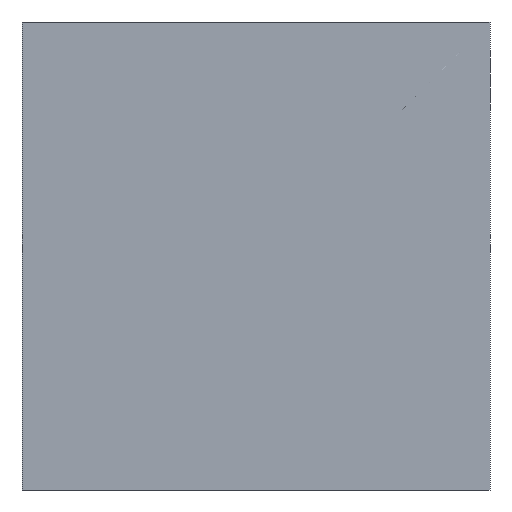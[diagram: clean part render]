
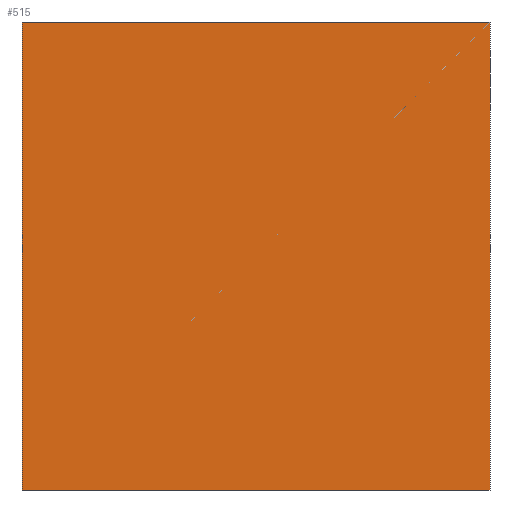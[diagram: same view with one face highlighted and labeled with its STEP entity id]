
A CAD part, front view. The second image highlights one B-rep face of the part: STEP entity #515.
In plain terms, the highlighted planar face has unit normal (0, -1, 0).
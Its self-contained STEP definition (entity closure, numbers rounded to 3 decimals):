
#6 = DIRECTION ( 'NONE',  ( 1., 0., 0. ) ) ;
#53 = VERTEX_POINT ( 'NONE', #631 ) ;
#66 = CARTESIAN_POINT ( 'NONE',  ( -40., 0., 0. ) ) ;
#82 = LINE ( 'NONE', #520, #634 ) ;
#131 = EDGE_CURVE ( 'NONE', #732, #811, #286, .T. ) ;
#132 = CARTESIAN_POINT ( 'NONE',  ( 0., 0., 0. ) ) ;
#169 = PLANE ( 'NONE',  #500 ) ;
#227 = DIRECTION ( 'NONE',  ( 0., 1., 0. ) ) ;
#232 = DIRECTION ( 'NONE',  ( 0., 0., 1. ) ) ;
#282 = CARTESIAN_POINT ( 'NONE',  ( -40., 0., 40. ) ) ;
#286 = LINE ( 'NONE', #66, #495 ) ;
#315 = VERTEX_POINT ( 'NONE', #282 ) ;
#337 = ORIENTED_EDGE ( 'NONE', *, *, #703, .F. ) ;
#355 = LINE ( 'NONE', #797, #477 ) ;
#366 = DIRECTION ( 'NONE',  ( 1., 0., 0. ) ) ;
#431 = ORIENTED_EDGE ( 'NONE', *, *, #598, .T. ) ;
#457 = DIRECTION ( 'NONE',  ( 0., 0., -1. ) ) ;
#477 = VECTOR ( 'NONE', #457, 1000. ) ;
#495 = VECTOR ( 'NONE', #6, 1000. ) ;
#500 = AXIS2_PLACEMENT_3D ( 'NONE', #663, #227, #232 ) ;
#515 = ADVANCED_FACE ( 'NONE', ( #545 ), #169, .F. ) ;
#520 = CARTESIAN_POINT ( 'NONE',  ( -40., 0., 40. ) ) ;
#545 = FACE_OUTER_BOUND ( 'NONE', #573, .T. ) ;
#549 = EDGE_CURVE ( 'NONE', #53, #811, #355, .T. ) ;
#573 = EDGE_LOOP ( 'NONE', ( #820, #712, #337, #431 ) ) ;
#598 = EDGE_CURVE ( 'NONE', #315, #732, #82, .T. ) ;
#618 = CARTESIAN_POINT ( 'NONE',  ( -40., 0., 0. ) ) ;
#620 = CARTESIAN_POINT ( 'NONE',  ( -40., 0., 40. ) ) ;
#631 = CARTESIAN_POINT ( 'NONE',  ( 0., 0., 40. ) ) ;
#634 = VECTOR ( 'NONE', #651, 1000. ) ;
#651 = DIRECTION ( 'NONE',  ( 0., 0., -1. ) ) ;
#663 = CARTESIAN_POINT ( 'NONE',  ( -40., 0., 40. ) ) ;
#692 = VECTOR ( 'NONE', #366, 1000. ) ;
#703 = EDGE_CURVE ( 'NONE', #315, #53, #707, .T. ) ;
#707 = LINE ( 'NONE', #620, #692 ) ;
#712 = ORIENTED_EDGE ( 'NONE', *, *, #549, .F. ) ;
#732 = VERTEX_POINT ( 'NONE', #618 ) ;
#797 = CARTESIAN_POINT ( 'NONE',  ( 0., 0., 40. ) ) ;
#811 = VERTEX_POINT ( 'NONE', #132 ) ;
#820 = ORIENTED_EDGE ( 'NONE', *, *, #131, .T. ) ;
